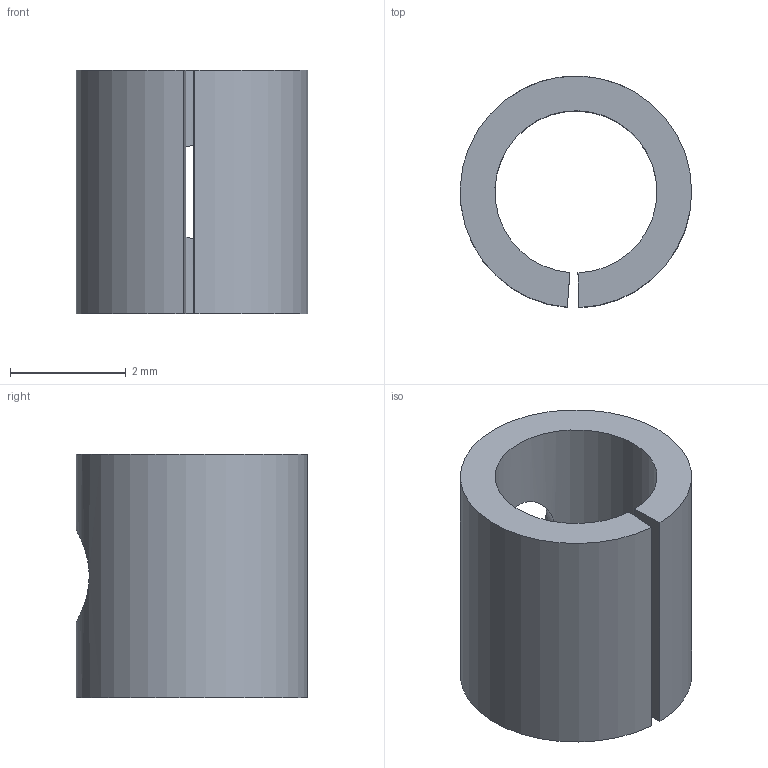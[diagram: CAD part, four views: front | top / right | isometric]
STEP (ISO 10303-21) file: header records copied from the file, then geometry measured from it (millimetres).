
FILE_DESCRIPTION(('CATIA V5R24 STEP','CAx-IF Rec.Pracs.--- Model Styling and Organization---1.2---2011-12-15'),'2;1');
FILE_NAME ('011843-1_1_1345800000_1345800000.stp','2018-10-04T13:45:26+00:00',('none'),('Weidmueller'),'CATIA Version 5-6 Release 2014 SP4 HF52','CATIA V5 STEP AP214','none');
FILE_SCHEMA(('AUTOMOTIVE_DESIGN { 1 0 10303 214 1 1 1 1 }'));
Length unit declared in the file: millimetre
Products named in the file (1): 1345800000
Bounding box: 4 x 4 x 4.2 mm (x, y, z)
Volume: 25.2 mm3; surface area: 104.8 mm2
Topology: 1 solids, 1 shells, 8 faces, 18 edges, 12 vertices
Faces by surface type: plane 4, bspline 2, cylinder 2
Entity records: 458 total; most frequent: CARTESIAN_POINT 254, ORIENTED_EDGE 36, DIRECTION 30, EDGE_CURVE 18, AXIS2_PLACEMENT_3D 14, VERTEX_POINT 12, EDGE_LOOP 10, VECTOR 8
